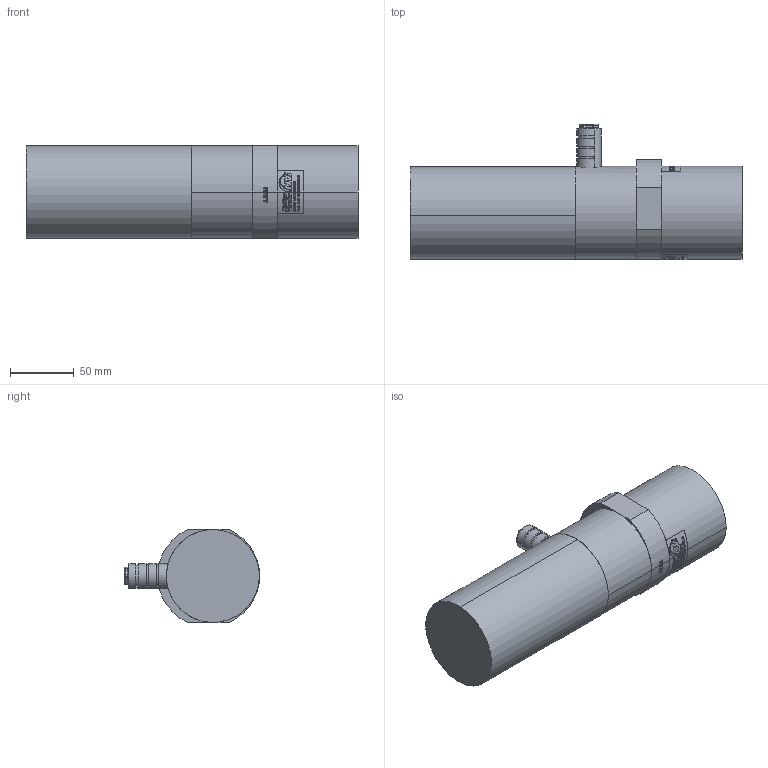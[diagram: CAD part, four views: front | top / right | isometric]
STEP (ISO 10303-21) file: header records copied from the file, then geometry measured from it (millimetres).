
FILE_DESCRIPTION (( 'STEP AP214' ), '1' );
FILE_NAME ('NTK 40 AL MG #03340700.STEP', '2023-04-26T07:49:52', ( '' ), ( '' ), 'SwSTEP 2.0', 'SolidWorks 2022', '' );
FILE_SCHEMA (( 'AUTOMOTIVE_DESIGN' ));
Length unit declared in the file: millimetre
Products named in the file (1): NTK 40 AL MG #03340700
Bounding box: 261 x 106.19 x 73 mm (x, y, z)
Volume: 854125.6 mm3; surface area: 186836.4 mm2
Topology: 11 solids, 11 shells, 394 faces, 1551 edges, 1277 vertices
Faces by surface type: cylinder 201, plane 114, cone 34, bspline 20, torus 17, sphere 8
Entity records: 26326 total; most frequent: CARTESIAN_POINT 13041, ORIENTED_EDGE 3066, DIRECTION 2116, EDGE_CURVE 1533, VERTEX_POINT 1277, AXIS2_PLACEMENT_3D 839, B_SPLINE_CURVE_WITH_KNOTS 613, EDGE_LOOP 518
